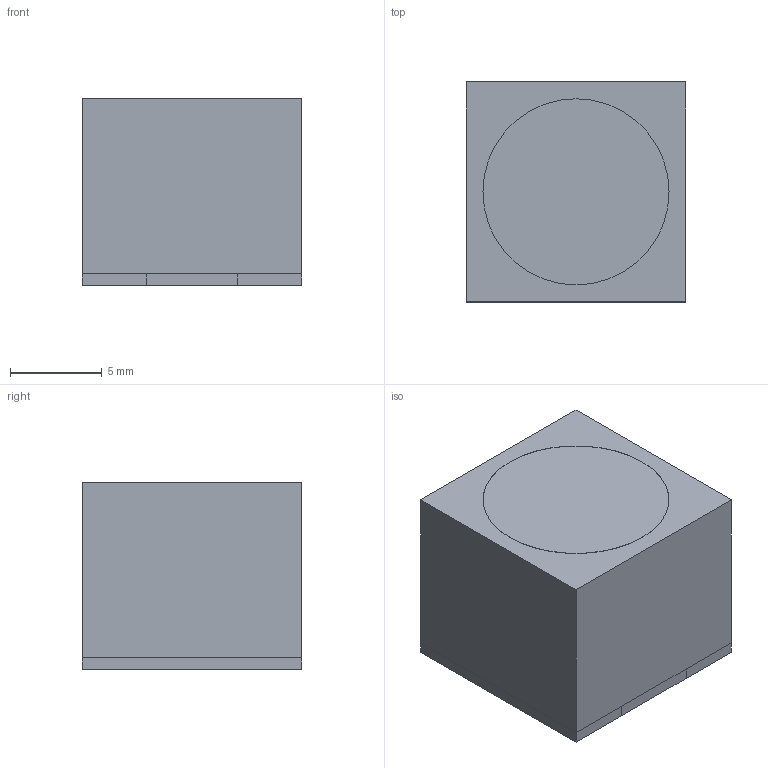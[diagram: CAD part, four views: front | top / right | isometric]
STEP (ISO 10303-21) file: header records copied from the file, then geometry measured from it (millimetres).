
FILE_DESCRIPTION(('FreeCAD Model'),'2;1');
FILE_NAME('12817729.1.7.stp','2022-01-24T18:15:39',( 'Author'),(''),'Open CASCADE STEP processor 6.9','FreeCAD','Unknown' );
FILE_SCHEMA(('AUTOMOTIVE_DESIGN { 1 0 10303 214 1 1 1 1 }'));
Length unit declared in the file: millimetre
Products named in the file (4): ASSEMBLY; solidBody; solidLead; solidTop
Assembly tree (3 placements, depth 2):
  ASSEMBLY
    solidBody
    solidLead
    solidTop
Bounding box: 12 x 12 x 10.2 mm (x, y, z)
Volume: 1468.2 mm3; surface area: 1015 mm2
Topology: 4 solids, 4 shells, 38 faces, 78 edges, 48 vertices
Faces by surface type: plane 36, cylinder 2
Entity records: 2084 total; most frequent: CARTESIAN_POINT 324, DIRECTION 322, LINE 226, VECTOR 226, ORIENTED_EDGE 156, PCURVE 156, DEFINITIONAL_REPRESENTATION 156, EDGE_CURVE 78
